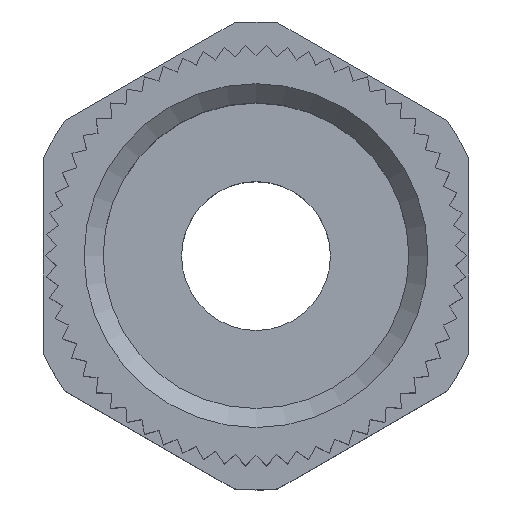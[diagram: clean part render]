
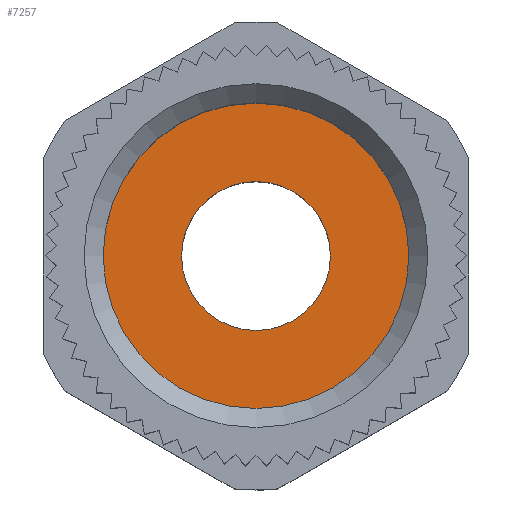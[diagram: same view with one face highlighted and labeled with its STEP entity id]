
A CAD part, top view. The second image highlights one B-rep face of the part: STEP entity #7257.
In plain terms, the highlighted planar face has unit normal (0, 0, 1).
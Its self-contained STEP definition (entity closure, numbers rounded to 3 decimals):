
#52 = CARTESIAN_POINT ( 'NONE',  ( 7.184, 0., -10.5 ) ) ;
#248 = DIRECTION ( 'NONE',  ( 1., 0., 0. ) ) ;
#569 = EDGE_CURVE ( 'NONE', #2583, #2583, #4404, .T. ) ;
#873 = DIRECTION ( 'NONE',  ( 1., 0., 0. ) ) ;
#993 = DIRECTION ( 'NONE',  ( 0., 0., 1. ) ) ;
#1899 = VERTEX_POINT ( 'NONE', #52 ) ;
#2217 = CARTESIAN_POINT ( 'NONE',  ( 0., 0., -10.5 ) ) ;
#2359 = FACE_OUTER_BOUND ( 'NONE', #7164, .T. ) ;
#2583 = VERTEX_POINT ( 'NONE', #4429 ) ;
#2965 = CARTESIAN_POINT ( 'NONE',  ( 0., 7.184, -10.5 ) ) ;
#3588 = FACE_BOUND ( 'NONE', #7806, .T. ) ;
#4050 = AXIS2_PLACEMENT_3D ( 'NONE', #2965, #6332, #6254 ) ;
#4404 = CIRCLE ( 'NONE', #6490, 3.5 ) ;
#4429 = CARTESIAN_POINT ( 'NONE',  ( 3.5, 0., -10.5 ) ) ;
#4617 = AXIS2_PLACEMENT_3D ( 'NONE', #2217, #993, #873 ) ;
#5901 = ORIENTED_EDGE ( 'NONE', *, *, #6622, .T. ) ;
#5976 = DIRECTION ( 'NONE',  ( 0., 0., -1. ) ) ;
#6088 = PLANE ( 'NONE',  #4050 ) ;
#6254 = DIRECTION ( 'NONE',  ( 1., 0., 0. ) ) ;
#6332 = DIRECTION ( 'NONE',  ( 0., 0., 1. ) ) ;
#6490 = AXIS2_PLACEMENT_3D ( 'NONE', #7818, #5976, #248 ) ;
#6622 = EDGE_CURVE ( 'NONE', #1899, #1899, #7756, .T. ) ;
#7164 = EDGE_LOOP ( 'NONE', ( #5901 ) ) ;
#7257 = ADVANCED_FACE ( 'NONE', ( #3588, #2359 ), #6088, .T. ) ;
#7756 = CIRCLE ( 'NONE', #4617, 7.184 ) ;
#7806 = EDGE_LOOP ( 'NONE', ( #7960 ) ) ;
#7818 = CARTESIAN_POINT ( 'NONE',  ( 0., 0., -10.5 ) ) ;
#7960 = ORIENTED_EDGE ( 'NONE', *, *, #569, .T. ) ;
